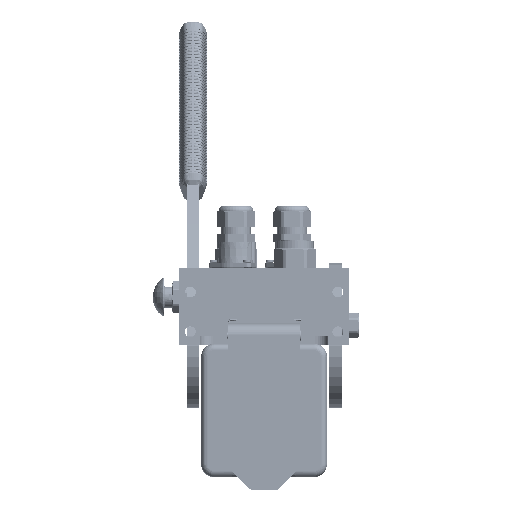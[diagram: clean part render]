
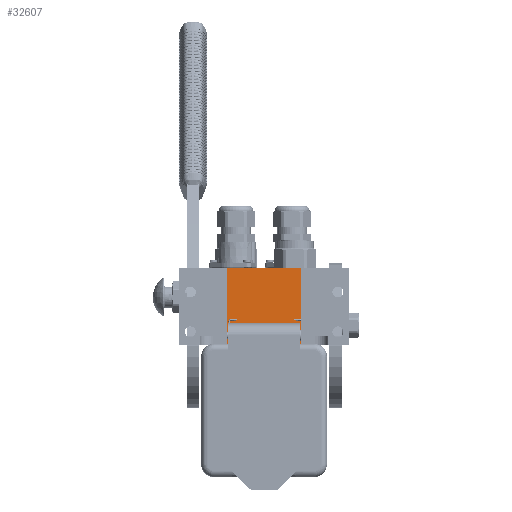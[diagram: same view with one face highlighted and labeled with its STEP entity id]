
A CAD part, left-side view. The second image highlights one B-rep face of the part: STEP entity #32607.
In plain terms, the highlighted face is planar.
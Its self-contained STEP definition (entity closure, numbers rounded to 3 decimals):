
#7433 = PLANE ( 'NONE',  #164358 ) ;
#7746 = LINE ( 'NONE', #170184, #187893 ) ;
#22754 = DIRECTION ( 'NONE',  ( 0., 0., -1. ) ) ;
#23203 = CARTESIAN_POINT ( 'NONE',  ( 29., 0., -107.5 ) ) ;
#29611 = VERTEX_POINT ( 'NONE', #165175 ) ;
#32607 = ADVANCED_FACE ( 'NONE', ( #206396 ), #7433, .T. ) ;
#37070 = ORIENTED_EDGE ( 'NONE', *, *, #109016, .F. ) ;
#42922 = VECTOR ( 'NONE', #72746, 1000. ) ;
#69011 = DIRECTION ( 'NONE',  ( -1., 0., 0. ) ) ;
#71798 = ORIENTED_EDGE ( 'NONE', *, *, #177708, .F. ) ;
#72746 = DIRECTION ( 'NONE',  ( -1., 0., 0. ) ) ;
#74391 = DIRECTION ( 'NONE',  ( 0., 1., 0. ) ) ;
#78165 = CARTESIAN_POINT ( 'NONE',  ( 29., 0., -107.5 ) ) ;
#85523 = LINE ( 'NONE', #103508, #42922 ) ;
#100514 = CARTESIAN_POINT ( 'NONE',  ( 29., 0., -107.5 ) ) ;
#100556 = EDGE_CURVE ( 'NONE', #153250, #201273, #165264, .T. ) ;
#102787 = DIRECTION ( 'NONE',  ( 0., 1., 0. ) ) ;
#103508 = CARTESIAN_POINT ( 'NONE',  ( 29., 60.2, -107.5 ) ) ;
#109016 = EDGE_CURVE ( 'NONE', #167954, #29611, #85523, .T. ) ;
#139767 = ORIENTED_EDGE ( 'NONE', *, *, #100556, .T. ) ;
#150665 = VECTOR ( 'NONE', #102787, 1000. ) ;
#153250 = VERTEX_POINT ( 'NONE', #23203 ) ;
#164358 = AXIS2_PLACEMENT_3D ( 'NONE', #100514, #22754, #69011 ) ;
#165175 = CARTESIAN_POINT ( 'NONE',  ( -29., 60.2, -107.5 ) ) ;
#165264 = LINE ( 'NONE', #78165, #177701 ) ;
#165937 = CARTESIAN_POINT ( 'NONE',  ( -29., 0., -107.5 ) ) ;
#166487 = CARTESIAN_POINT ( 'NONE',  ( 29., 60.2, -107.5 ) ) ;
#167098 = CARTESIAN_POINT ( 'NONE',  ( 29., 0., -107.5 ) ) ;
#167954 = VERTEX_POINT ( 'NONE', #166487 ) ;
#168900 = ORIENTED_EDGE ( 'NONE', *, *, #204325, .T. ) ;
#170184 = CARTESIAN_POINT ( 'NONE',  ( -29., 0., -107.5 ) ) ;
#177036 = EDGE_LOOP ( 'NONE', ( #168900, #37070, #71798, #139767 ) ) ;
#177701 = VECTOR ( 'NONE', #205395, 1000. ) ;
#177708 = EDGE_CURVE ( 'NONE', #153250, #167954, #180547, .T. ) ;
#180547 = LINE ( 'NONE', #167098, #150665 ) ;
#187893 = VECTOR ( 'NONE', #74391, 1000. ) ;
#201273 = VERTEX_POINT ( 'NONE', #165937 ) ;
#204325 = EDGE_CURVE ( 'NONE', #201273, #29611, #7746, .T. ) ;
#205395 = DIRECTION ( 'NONE',  ( -1., 0., 0. ) ) ;
#206396 = FACE_OUTER_BOUND ( 'NONE', #177036, .T. ) ;
